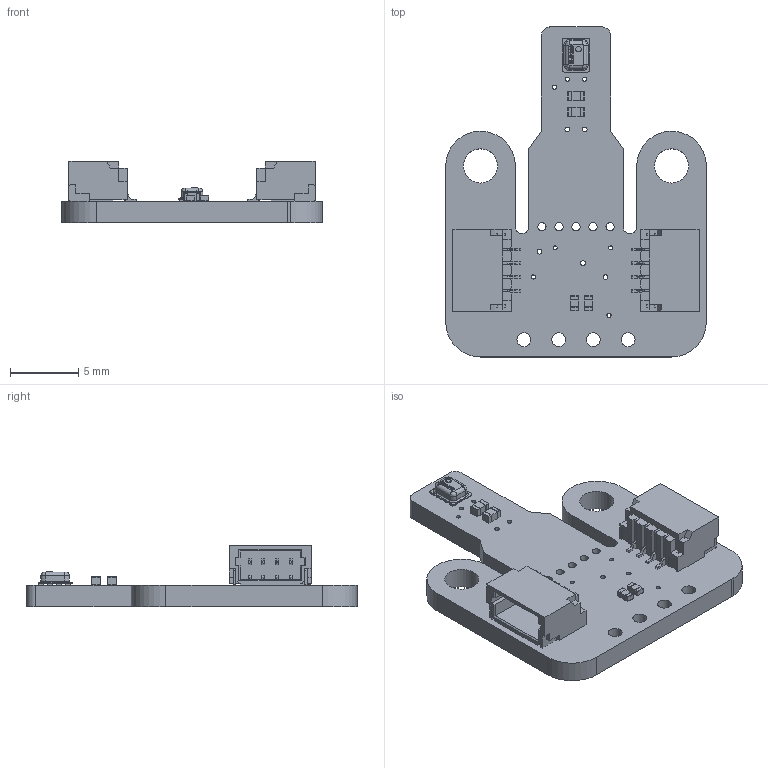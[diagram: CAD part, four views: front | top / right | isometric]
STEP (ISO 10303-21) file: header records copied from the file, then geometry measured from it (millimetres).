
FILE_DESCRIPTION(/* description */ (''),/* implementation_level */ '2;1');
FILE_NAME(/* name */ 'sensor_bmp280.step',/* time_stamp */ '2023-02-18T17:30:17+01:00',/* author */ (''),/* organization */ (''),/* preprocessor_version */ 'ST-DEVELOPER v19.2',/* originating_system */ 'Autodesk Translation Framework v11.17.0.187',/* authorisation */ '');
FILE_SCHEMA (('AUTOMOTIVE_DESIGN { 1 0 10303 214 3 1 1 }'));
Length unit declared in the file: millimetre
Products named in the file (10): sensor_bmp280; Board; Packages; LASKAKIT_HEART_4MM; LASKKIT_10MM_SILKSCREEN; USUP_4MM_SILKSCREEN; 1X04_1MM_RA; BMP280; C0402; R0402
Assembly tree (13 placements, depth 3):
  sensor_bmp280
    Board
    Packages
      LASKAKIT_HEART_4MM
      LASKKIT_10MM_SILKSCREEN
      USUP_4MM_SILKSCREEN  x2
      1X04_1MM_RA  x2
      BMP280
      C0402  x2
      R0402  x2
Bounding box: 19.05 x 24.13 x 4.47 mm (x, y, z)
Volume: 574.2 mm3; surface area: 1316.3 mm2
Topology: 20 solids, 20 shells, 1052 faces, 2768 edges, 1766 vertices
Faces by surface type: plane 674, cylinder 230, bspline 80, sphere 64, torus 4
Full cylindrical faces by diameter (mm): 0.2 x1, 0.3 x8, 0.35 x5, 0.4 x1, 0.6 x5, 1.016 x4, 2.5 x2
Entity records: 25518 total; most frequent: CARTESIAN_POINT 8147, ORIENTED_EDGE 3556, DIRECTION 3173, EDGE_CURVE 1778, LINE 1321, VECTOR 1321, VERTEX_POINT 1140, AXIS2_PLACEMENT_3D 926
